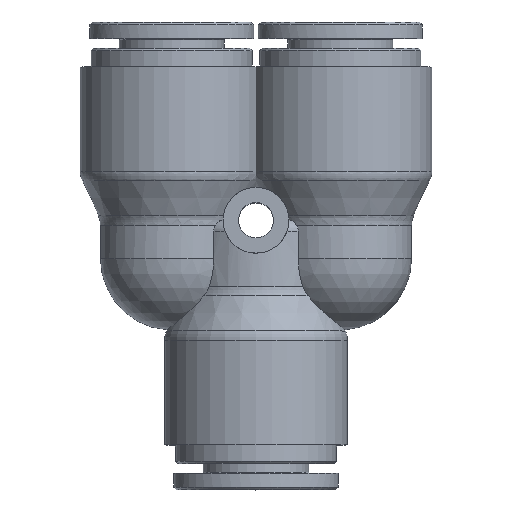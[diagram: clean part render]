
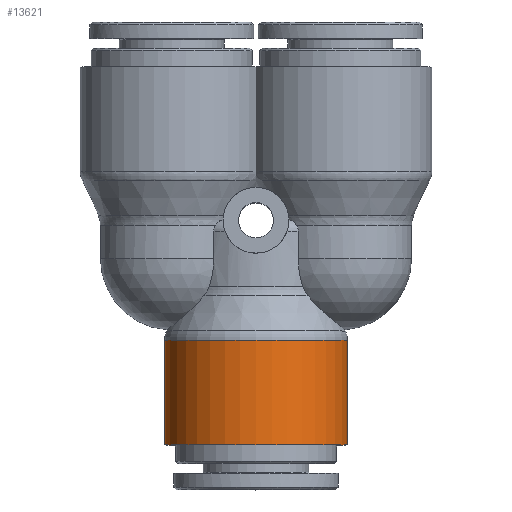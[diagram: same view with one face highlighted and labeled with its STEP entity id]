
A CAD part, top view. The second image highlights one B-rep face of the part: STEP entity #13621.
In plain terms, the highlighted cylindrical face has radius 8.35 mm (diameter 16.7 mm), a full revolution.
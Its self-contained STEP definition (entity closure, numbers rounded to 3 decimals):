
#13590=CARTESIAN_POINT('',(8.35,-4.44,0.));
#13591=VERTEX_POINT('',#13590);
#13592=CARTESIAN_POINT('',(0.,-4.44,0.0));
#13593=DIRECTION('',(0.0,1.0,0.0));
#13594=DIRECTION('',(-1.0,0.0,0.0));
#13595=AXIS2_PLACEMENT_3D('',#13592,#13593,#13594);
#13596=CIRCLE('',#13595,8.35);
#13597=EDGE_CURVE('',#13591,#13591,#13596,.T.);
#13602=CARTESIAN_POINT('',(0.,-9.0,0.0));
#13603=DIRECTION('',(0.,-1.0,0.0));
#13604=DIRECTION('',(1.0,0.0,0.0));
#13605=AXIS2_PLACEMENT_3D('',#13602,#13603,#13604);
#13606=CYLINDRICAL_SURFACE('',#13605,8.35);
#13607=CARTESIAN_POINT('',(8.35,-14.0,0.0));
#13608=VERTEX_POINT('',#13607);
#13609=CARTESIAN_POINT('',(0.,-14.0,0.0));
#13610=DIRECTION('',(0.0,-1.0,0.0));
#13611=DIRECTION('',(1.0,0.0,0.0));
#13612=AXIS2_PLACEMENT_3D('',#13609,#13610,#13611);
#13613=CIRCLE('',#13612,8.35);
#13614=EDGE_CURVE('',#13608,#13608,#13613,.T.);
#13615=ORIENTED_EDGE('',*,*,#13614,.F.);
#13616=EDGE_LOOP('',(#13615));
#13617=FACE_OUTER_BOUND('',#13616,.T.);
#13618=ORIENTED_EDGE('',*,*,#13597,.F.);
#13619=EDGE_LOOP('',(#13618));
#13620=FACE_BOUND('',#13619,.T.);
#13621=ADVANCED_FACE('',(#13617,#13620),#13606,.T.);
